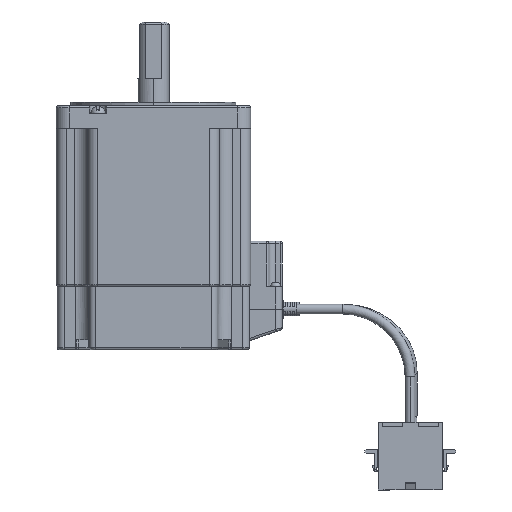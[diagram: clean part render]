
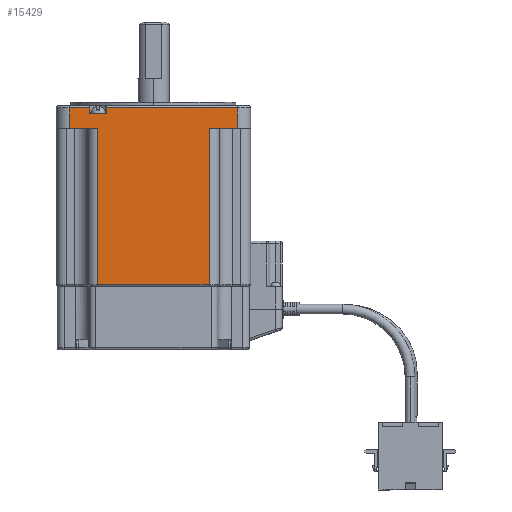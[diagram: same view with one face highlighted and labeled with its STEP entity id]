
A CAD part, left-side view. The second image highlights one B-rep face of the part: STEP entity #15429.
In plain terms, the highlighted planar face has unit normal (-1, 0, 0).
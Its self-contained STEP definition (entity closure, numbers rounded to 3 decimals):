
#2507 = CARTESIAN_POINT ( 'NONE',  ( -119.958, -35.84, -40. ) ) ;
#2508 = DIRECTION ( 'NONE',  ( 0., 0., -1. ) ) ;
#2517 = CARTESIAN_POINT ( 'NONE',  ( -119.958, -28.24, -40. ) ) ;
#2518 = DIRECTION ( 'NONE',  ( 0., 0., 1. ) ) ;
#2526 = CARTESIAN_POINT ( 'NONE',  ( -119.958, -56.54, -3.5 ) ) ;
#2527 = DIRECTION ( 'NONE',  ( 0., 1., 0. ) ) ;
#2530 = CARTESIAN_POINT ( 'NONE',  ( -119.958, -19.24, -40. ) ) ;
#2531 = DIRECTION ( 'NONE',  ( 0., 0., -1. ) ) ;
#2535 = CARTESIAN_POINT ( 'NONE',  ( -119.958, -56.54, -1. ) ) ;
#2536 = DIRECTION ( 'NONE',  ( 0., 1., 0. ) ) ;
#2539 = CARTESIAN_POINT ( 'NONE',  ( -119.958, -56.54, -10. ) ) ;
#2540 = DIRECTION ( 'NONE',  ( 0., -1., 0. ) ) ;
#2544 = CARTESIAN_POINT ( 'NONE',  ( -119.958, -81.14, -40. ) ) ;
#2545 = DIRECTION ( 'NONE',  ( 0., 0., 1. ) ) ;
#2549 = CARTESIAN_POINT ( 'NONE',  ( -119.958, -31.94, -40. ) ) ;
#2550 = DIRECTION ( 'NONE',  ( 0., 0., -1. ) ) ;
#2551 = CARTESIAN_POINT ( 'NONE',  ( -119.958, -56.54, -79. ) ) ;
#2552 = DIRECTION ( 'NONE',  ( 0., -1., 0. ) ) ;
#2553 = CARTESIAN_POINT ( 'NONE',  ( -119.958, -56.54, -10. ) ) ;
#2554 = DIRECTION ( 'NONE',  ( 0., -1., 0. ) ) ;
#2558 = CARTESIAN_POINT ( 'NONE',  ( -119.958, -64.84, -1. ) ) ;
#2562 = CARTESIAN_POINT ( 'NONE',  ( -119.958, -93.84, -40. ) ) ;
#2563 = DIRECTION ( 'NONE',  ( 0., 0., 1. ) ) ;
#2566 = DIRECTION ( 'NONE',  ( 0., -1., 0. ) ) ;
#7940 = EDGE_LOOP ( 'NONE', ( #20359, #20360, #20361, #20362, #20363, #20364, #20365, #20366, #20367, #20368, #20369, #20370 ) ) ;
#8541 = VERTEX_POINT ( 'NONE', #11271 ) ;
#8542 = VERTEX_POINT ( 'NONE', #11272 ) ;
#8553 = VERTEX_POINT ( 'NONE', #11283 ) ;
#8569 = VERTEX_POINT ( 'NONE', #11299 ) ;
#8572 = VERTEX_POINT ( 'NONE', #11302 ) ;
#8575 = VERTEX_POINT ( 'NONE', #11305 ) ;
#8578 = VERTEX_POINT ( 'NONE', #11308 ) ;
#8579 = VERTEX_POINT ( 'NONE', #11309 ) ;
#8580 = VERTEX_POINT ( 'NONE', #11310 ) ;
#8582 = VERTEX_POINT ( 'NONE', #11312 ) ;
#8583 = VERTEX_POINT ( 'NONE', #11313 ) ;
#8588 = VERTEX_POINT ( 'NONE', #11318 ) ;
#10925 = AXIS2_PLACEMENT_3D ( 'NONE', #21179, #21185, #21186 ) ;
#11271 = CARTESIAN_POINT ( 'NONE',  ( -119.958, -31.94, -79. ) ) ;
#11272 = CARTESIAN_POINT ( 'NONE',  ( -119.958, -81.14, -79. ) ) ;
#11283 = CARTESIAN_POINT ( 'NONE',  ( -119.958, -93.84, -1. ) ) ;
#11299 = CARTESIAN_POINT ( 'NONE',  ( -119.958, -19.24, -1. ) ) ;
#11302 = CARTESIAN_POINT ( 'NONE',  ( -119.958, -28.24, -1. ) ) ;
#11305 = CARTESIAN_POINT ( 'NONE',  ( -119.958, -35.84, -1. ) ) ;
#11308 = CARTESIAN_POINT ( 'NONE',  ( -119.958, -81.14, -10. ) ) ;
#11309 = CARTESIAN_POINT ( 'NONE',  ( -119.958, -35.84, -3.5 ) ) ;
#11310 = CARTESIAN_POINT ( 'NONE',  ( -119.958, -28.24, -3.5 ) ) ;
#11312 = CARTESIAN_POINT ( 'NONE',  ( -119.958, -19.24, -10. ) ) ;
#11313 = CARTESIAN_POINT ( 'NONE',  ( -119.958, -31.94, -10. ) ) ;
#11318 = CARTESIAN_POINT ( 'NONE',  ( -119.958, -93.84, -10. ) ) ;
#15429 = ADVANCED_FACE ( 'NONE', ( #22022 ), #21183, .T. ) ;
#19991 = EDGE_CURVE ( 'NONE', #8575, #8579, #30807, .T. ) ;
#19996 = EDGE_CURVE ( 'NONE', #8579, #8580, #30815, .T. ) ;
#19999 = EDGE_CURVE ( 'NONE', #8580, #8572, #30821, .T. ) ;
#20000 = EDGE_CURVE ( 'NONE', #8572, #8569, #30822, .T. ) ;
#20003 = EDGE_CURVE ( 'NONE', #8569, #8582, #30828, .T. ) ;
#20005 = EDGE_CURVE ( 'NONE', #8582, #8583, #30831, .T. ) ;
#20006 = EDGE_CURVE ( 'NONE', #8583, #8541, #30832, .T. ) ;
#20007 = EDGE_CURVE ( 'NONE', #8541, #8542, #30834, .T. ) ;
#20009 = EDGE_CURVE ( 'NONE', #8542, #8578, #30838, .T. ) ;
#20011 = EDGE_CURVE ( 'NONE', #8578, #8588, #30841, .T. ) ;
#20012 = EDGE_CURVE ( 'NONE', #8588, #8553, #30842, .T. ) ;
#20014 = EDGE_CURVE ( 'NONE', #8575, #8553, #30808, .T. ) ;
#20359 = ORIENTED_EDGE ( 'NONE', *, *, #20011, .T. ) ;
#20360 = ORIENTED_EDGE ( 'NONE', *, *, #20012, .T. ) ;
#20361 = ORIENTED_EDGE ( 'NONE', *, *, #20014, .F. ) ;
#20362 = ORIENTED_EDGE ( 'NONE', *, *, #19991, .T. ) ;
#20363 = ORIENTED_EDGE ( 'NONE', *, *, #19996, .T. ) ;
#20364 = ORIENTED_EDGE ( 'NONE', *, *, #19999, .T. ) ;
#20365 = ORIENTED_EDGE ( 'NONE', *, *, #20000, .T. ) ;
#20366 = ORIENTED_EDGE ( 'NONE', *, *, #20003, .T. ) ;
#20367 = ORIENTED_EDGE ( 'NONE', *, *, #20005, .T. ) ;
#20368 = ORIENTED_EDGE ( 'NONE', *, *, #20006, .T. ) ;
#20369 = ORIENTED_EDGE ( 'NONE', *, *, #20007, .T. ) ;
#20370 = ORIENTED_EDGE ( 'NONE', *, *, #20009, .T. ) ;
#21179 = CARTESIAN_POINT ( 'NONE',  ( -119.958, -99.54, 0. ) ) ;
#21183 = PLANE ( 'NONE',  #10925 ) ;
#21185 = DIRECTION ( 'NONE',  ( -1., 0., 0. ) ) ;
#21186 = DIRECTION ( 'NONE',  ( 0., 1., 0. ) ) ;
#22022 = FACE_OUTER_BOUND ( 'NONE', #7940, .T. ) ;
#30807 = LINE ( 'NONE', #2507, #30809 ) ;
#30808 = LINE ( 'NONE', #2558, #30849 ) ;
#30809 = VECTOR ( 'NONE', #2508, 1000. ) ;
#30815 = LINE ( 'NONE', #2526, #30818 ) ;
#30818 = VECTOR ( 'NONE', #2527, 1000. ) ;
#30821 = LINE ( 'NONE', #2517, #30823 ) ;
#30822 = LINE ( 'NONE', #2535, #30825 ) ;
#30823 = VECTOR ( 'NONE', #2518, 1000. ) ;
#30825 = VECTOR ( 'NONE', #2536, 1000. ) ;
#30828 = LINE ( 'NONE', #2530, #30830 ) ;
#30830 = VECTOR ( 'NONE', #2531, 1000. ) ;
#30831 = LINE ( 'NONE', #2539, #30833 ) ;
#30832 = LINE ( 'NONE', #2549, #30835 ) ;
#30833 = VECTOR ( 'NONE', #2540, 1000. ) ;
#30834 = LINE ( 'NONE', #2551, #30837 ) ;
#30835 = VECTOR ( 'NONE', #2550, 1000. ) ;
#30837 = VECTOR ( 'NONE', #2552, 1000. ) ;
#30838 = LINE ( 'NONE', #2544, #30840 ) ;
#30840 = VECTOR ( 'NONE', #2545, 1000. ) ;
#30841 = LINE ( 'NONE', #2553, #30843 ) ;
#30842 = LINE ( 'NONE', #2562, #30845 ) ;
#30843 = VECTOR ( 'NONE', #2554, 1000. ) ;
#30845 = VECTOR ( 'NONE', #2563, 1000. ) ;
#30849 = VECTOR ( 'NONE', #2566, 1000. ) ;
